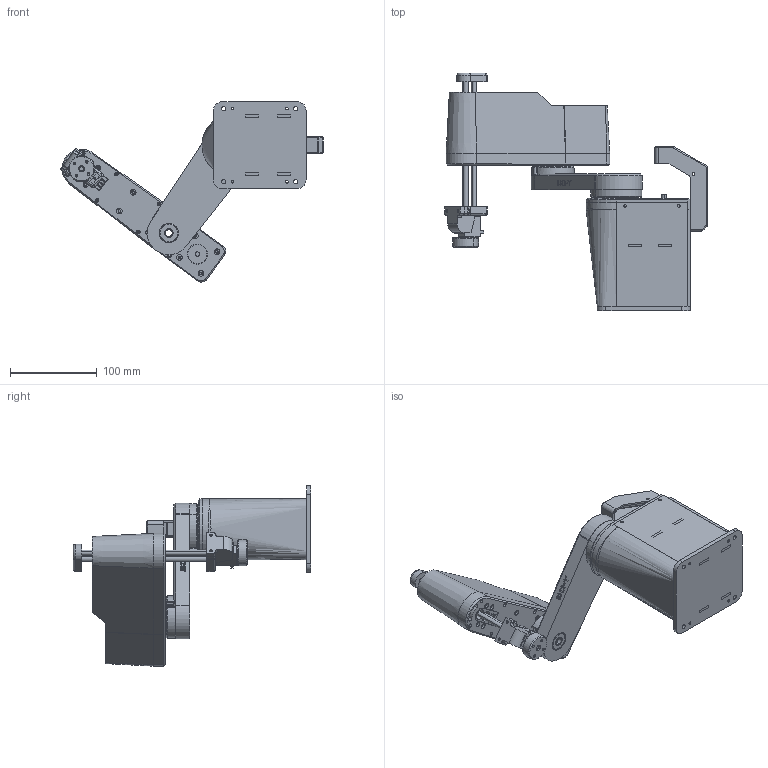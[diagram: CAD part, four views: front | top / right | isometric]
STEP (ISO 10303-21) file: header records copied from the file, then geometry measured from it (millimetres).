
FILE_DESCRIPTION (( 'STEP AP203' ), '1' );
FILE_NAME ('蚾饜.STEP', '2021-10-12T04:58:14', ( '' ), ( '' ), 'SwSTEP 2.0', 'SolidWorks 2016', '' );
FILE_SCHEMA (( 'CONFIG_CONTROL_DESIGN' ));
Length unit declared in the file: millimetre
Products named in the file (31): 嗆儂; 耜啣; z賑謫釱; 688粣創; 綴裔啣; 湮旋; z嫖粣釱1; 楊擘; 軗盄蕾翐; 苤旋翋褽; 湮旋軞傖; 6806粣創; 608粣創; gt2-16喘肮祭謫; 35祭輛萇儂; 苤旋軞傖; 嫖粣; z嫖粣釱0; 菁啣; jiaox; 623粣創; 笢啣; 嗆儂釱; 湮旋萇儂釱; z萇儂釱; 蚾饜; 苤旋俋褲; 湮旋肮祭謫; ヶ結啣; 價釱軞傖; 42祭輛34mm
Assembly tree (41 placements, depth 3):
  蚾饜
    價釱軞傖
      湮旋萇儂釱
      42祭輛34mm
      608粣創  x2
      6806粣創
      菁啣
      笢啣
      耜啣  x2
      ヶ結啣
      綴裔啣
      jiaox  x2
    苤旋軞傖
      苤旋翋褽
      42祭輛34mm
      z賑謫釱
      35祭輛萇儂
      623粣創  x4
      gt2-16喘肮祭謫
      z萇儂釱
      苤旋俋褲
      z嫖粣釱0
      嫖粣  x2
      z嫖粣釱1
      嗆儂
      嗆儂釱
      楊擘
      688粣創
    湮旋軞傖
      湮旋
      湮旋肮祭謫
      608粣創  x2
    軗盄蕾翐
    688粣創
Bounding box: 303.13 x 274.4 x 207.93 mm (x, y, z)
Volume: 861054.3 mm3; surface area: 384002.8 mm2
Topology: 39 solids, 39 shells, 1661 faces, 4237 edges, 2772 vertices
Faces by surface type: cylinder 764, plane 754, cone 99, bspline 22, torus 18, sphere 4
Entity records: 50980 total; most frequent: CARTESIAN_POINT 10301, DIRECTION 7953, ORIENTED_EDGE 7542, EDGE_CURVE 3771, AXIS2_PLACEMENT_3D 2878, VERTEX_POINT 2472, VECTOR 2197, LINE 2197
